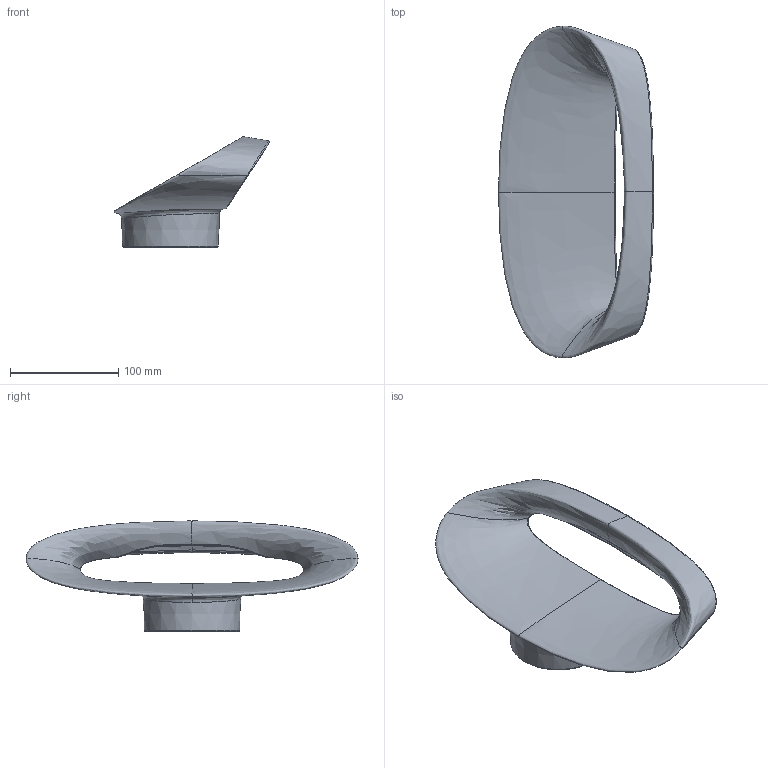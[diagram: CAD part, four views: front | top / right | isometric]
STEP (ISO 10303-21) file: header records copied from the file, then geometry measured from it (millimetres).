
FILE_DESCRIPTION(/* description */ (''),/* implementation_level */ '2;1');
FILE_NAME(/* name */ 'F424845xxxxxLE.stp',/* time_stamp */ '2020-01-16T10:21:19+01:00',/* author */ ('sghezzi'),/* organization */ (''),/* preprocessor_version */ 'ST-DEVELOPER v17.2',/* originating_system */ 'Autodesk Inventor 2019',/* authorisation */ '');
FILE_SCHEMA (('AUTOMOTIVE_DESIGN { 1 0 10303 214 3 1 1 }'));
Products named in the file (24): 4248 con Efore; 007424800; 007424821; 007424821 PERNO; 007424821_1; 007424821_1_1; 005424800; 006521910; 003424810; 003424800; 005424850; 003424811; 006093400; 005422191; 003532008 L50; 063017001; 005394710; 006547900; 006424800; 005424830; 005302301; 005398922; 009000105 TAGLIATO; 009000106 TAGLIATO
Assembly tree (29 placements, depth 3):
  4248 con Efore
    007424800
    007424821
      007424821 PERNO
      007424821_1
      007424821_1_1
    005424800
    006521910  x2
    003424810
    003424800
    005424850
    003424811
    006093400
    005422191  x2
    003532008 L50
    063017001
    005394710  x2
    006547900
    006424800
    005424830
    005302301  x2
    005398922  x3
    009000105 TAGLIATO
    009000106 TAGLIATO
Bounding box: 143.51 x 307.14 x 101.99 mm (x, y, z)
Volume: 403379.4 mm3; surface area: 173948.3 mm2
Topology: 27 solids, 27 shells, 2138 faces, 5696 edges, 3573 vertices
Faces by surface type: plane 831, cylinder 746, bspline 431, torus 57, cone 37, sphere 36
Full cylindrical faces by diameter (mm): 1.5 x2, 2.3 x1, 2.459 x2, 3 x8, 3.242 x3, 3.5 x3, 3.8 x3, 4 x6, 4.2 x1, 4.3 x1, 4.4 x4, 4.8 x1, 5.2 x1, 6 x3, 7.7 x1, 14.8 x1, 15 x1, 15.6 x1
Entity records: 118530 total; most frequent: CARTESIAN_POINT 72932, ORIENTED_EDGE 9758, DIRECTION 8996, EDGE_CURVE 4879, AXIS2_PLACEMENT_3D 3351, VERTEX_POINT 3087, LINE 2294, VECTOR 2294
